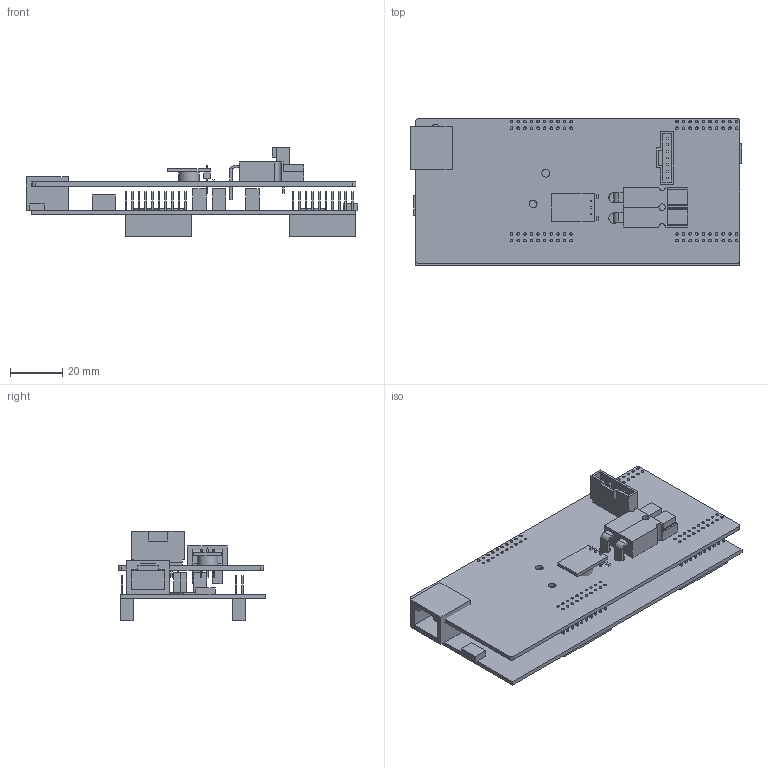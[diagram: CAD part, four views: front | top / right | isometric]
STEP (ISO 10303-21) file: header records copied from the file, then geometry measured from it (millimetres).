
FILE_DESCRIPTION(('KiCad electronic assembly'),'2;1');
FILE_NAME('ClockingBoard_Hardware.step','2019-03-11T18:41:54',( 'An Author'),('A Company'),'Open CASCADE STEP processor 6.9', 'KiCad to STEP converter','Unknown');
FILE_SCHEMA(('AUTOMOTIVE_DESIGN { 1 0 10303 214 1 1 1 1 }'));
Length unit declared in the file: millimetre
Products named in the file (12): Open CASCADE STEP translator 6.9 1; C_0603_1608Metric; SOLID; Anderson_2_Horizontal_Side_by_Side; COMPOUND; OKI; Molex_SL_07_Vertical; TM4C129_Launchpad
Assembly tree (12 placements, depth 3):
  Open CASCADE STEP translator 6.9 1
    C_0603_1608Metric  x2
      SOLID
    Anderson_2_Horizontal_Side_by_Side
      COMPOUND
    OKI
      SOLID
    Molex_SL_07_Vertical
      SOLID
    TM4C129_Launchpad
      SOLID
    COMPOUND
Bounding box: 127.18 x 56.63 x 34.48 mm (x, y, z)
Volume: 34597.4 mm3; surface area: 40158 mm2
Topology: 8 solids, 8 shells, 869 faces, 2181 edges, 1451 vertices
Faces by surface type: plane 736, cylinder 133
Full cylindrical faces by diameter (mm): 0.889 x3, 0.9 x7, 1 x80, 2.946 x4, 4.06 x2, 7.874 x1
Entity records: 58028 total; most frequent: CARTESIAN_POINT 8681, DIRECTION 8260, LINE 5842, VECTOR 5842, ORIENTED_EDGE 4218, PCURVE 4218, DEFINITIONAL_REPRESENTATION 4218, EDGE_CURVE 2109
